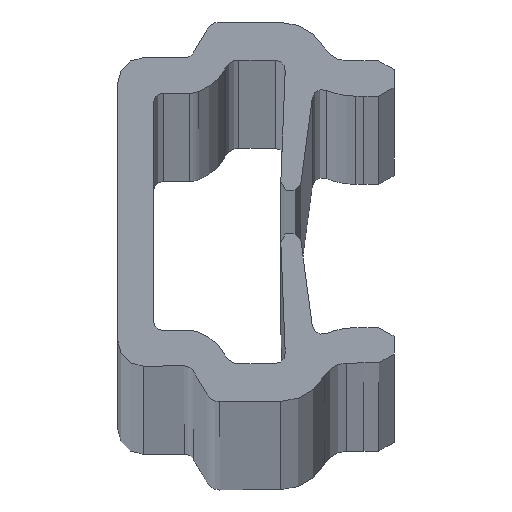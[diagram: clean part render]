
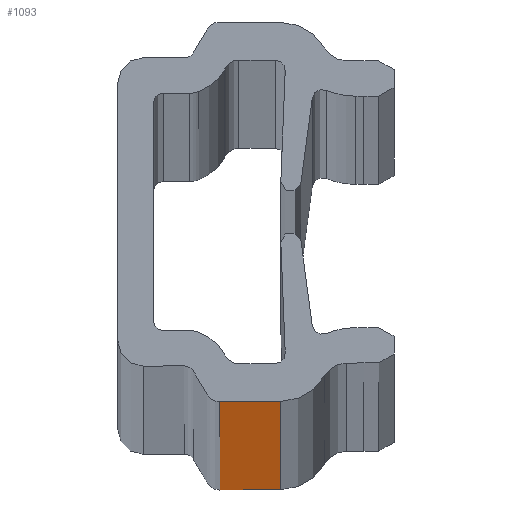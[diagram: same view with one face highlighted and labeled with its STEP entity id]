
A CAD part, top view. The second image highlights one B-rep face of the part: STEP entity #1093.
In plain terms, the highlighted planar face has unit normal (0.006, -1, 0).
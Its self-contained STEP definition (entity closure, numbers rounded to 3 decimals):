
#91=FACE_OUTER_BOUND('',#147,.T.);
#147=EDGE_LOOP('',(#935,#936,#937,#938));
#234=LINE('',#1665,#340);
#306=LINE('',#1864,#412);
#307=LINE('',#1867,#413);
#308=LINE('',#1868,#414);
#340=VECTOR('',#1310,10.);
#412=VECTOR('',#1532,10.);
#413=VECTOR('',#1535,10.);
#414=VECTOR('',#1536,10.);
#471=VERTEX_POINT('',#1662);
#472=VERTEX_POINT('',#1664);
#524=VERTEX_POINT('',#1862);
#525=VERTEX_POINT('',#1866);
#579=EDGE_CURVE('',#471,#472,#234,.T.);
#679=EDGE_CURVE('',#471,#524,#306,.T.);
#680=EDGE_CURVE('',#525,#524,#307,.T.);
#681=EDGE_CURVE('',#472,#525,#308,.T.);
#935=ORIENTED_EDGE('',*,*,#679,.T.);
#936=ORIENTED_EDGE('',*,*,#680,.F.);
#937=ORIENTED_EDGE('',*,*,#681,.F.);
#938=ORIENTED_EDGE('',*,*,#579,.F.);
#1040=PLANE('',#1222);
#1093=ADVANCED_FACE('',(#91),#1040,.T.);
#1222=AXIS2_PLACEMENT_3D('',#1865,#1533,#1534);
#1310=DIRECTION('',(-1.,-0.006,0.));
#1532=DIRECTION('',(0.,0.,1.));
#1533=DIRECTION('center_axis',(0.006,-1.,0.));
#1534=DIRECTION('ref_axis',(1.,0.006,0.));
#1535=DIRECTION('',(1.,0.006,0.));
#1536=DIRECTION('',(0.,0.,1.));
#1662=CARTESIAN_POINT('',(3.225,-3.749,-500.));
#1664=CARTESIAN_POINT('',(2.013,-3.757,-500.));
#1665=CARTESIAN_POINT('',(2.013,-3.757,-500.));
#1862=CARTESIAN_POINT('',(3.225,-3.749,500.));
#1864=CARTESIAN_POINT('',(3.225,-3.749,0.));
#1865=CARTESIAN_POINT('Origin',(2.013,-3.757,0.));
#1866=CARTESIAN_POINT('',(2.013,-3.757,500.));
#1867=CARTESIAN_POINT('',(2.013,-3.757,500.));
#1868=CARTESIAN_POINT('',(2.013,-3.757,0.));
